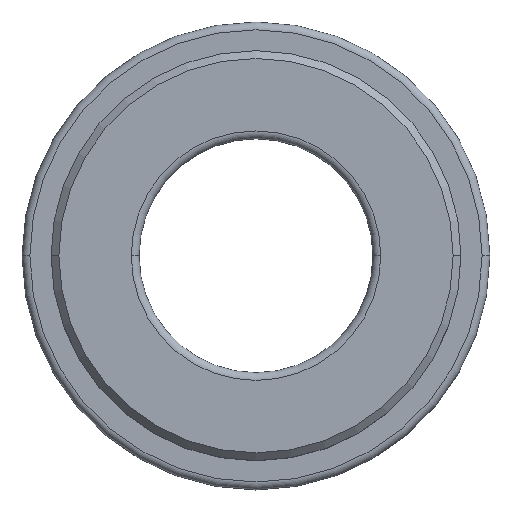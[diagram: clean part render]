
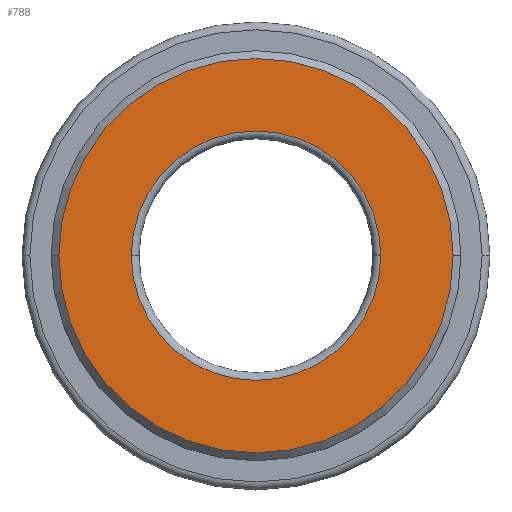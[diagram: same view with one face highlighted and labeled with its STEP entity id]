
A CAD part, top view. The second image highlights one B-rep face of the part: STEP entity #788.
In plain terms, the highlighted planar face has unit normal (0, 0, 1).
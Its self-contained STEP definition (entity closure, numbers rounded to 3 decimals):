
#1 = VERTEX_POINT ( 'NONE', #635 ) ;
#9 = FACE_OUTER_BOUND ( 'NONE', #494, .T. ) ;
#43 = DIRECTION ( 'NONE',  ( 0., 0., -1. ) ) ;
#48 = CARTESIAN_POINT ( 'NONE',  ( 0., 0., 8. ) ) ;
#89 = VERTEX_POINT ( 'NONE', #695 ) ;
#113 = CARTESIAN_POINT ( 'NONE',  ( 0., 0., 8. ) ) ;
#120 = DIRECTION ( 'NONE',  ( 0., 0., 1. ) ) ;
#125 = CARTESIAN_POINT ( 'NONE',  ( 0., 0., 8. ) ) ;
#194 = PLANE ( 'NONE',  #629 ) ;
#205 = EDGE_CURVE ( 'NONE', #669, #1, #299, .T. ) ;
#206 = CARTESIAN_POINT ( 'NONE',  ( 12.644, 0., 8. ) ) ;
#209 = CIRCLE ( 'NONE', #593, 12.644 ) ;
#211 = EDGE_CURVE ( 'NONE', #89, #260, #209, .T. ) ;
#246 = ORIENTED_EDGE ( 'NONE', *, *, #211, .T. ) ;
#251 = CARTESIAN_POINT ( 'NONE',  ( 0., 0., 8. ) ) ;
#260 = VERTEX_POINT ( 'NONE', #206 ) ;
#288 = AXIS2_PLACEMENT_3D ( 'NONE', #48, #718, #447 ) ;
#290 = ORIENTED_EDGE ( 'NONE', *, *, #819, .T. ) ;
#296 = AXIS2_PLACEMENT_3D ( 'NONE', #125, #649, #374 ) ;
#299 = CIRCLE ( 'NONE', #454, 8. ) ;
#374 = DIRECTION ( 'NONE',  ( 1., 0., 0. ) ) ;
#447 = DIRECTION ( 'NONE',  ( 1., 0., 0. ) ) ;
#454 = AXIS2_PLACEMENT_3D ( 'NONE', #789, #43, #520 ) ;
#494 = EDGE_LOOP ( 'NONE', ( #246, #290 ) ) ;
#510 = DIRECTION ( 'NONE',  ( 1., 0., 0. ) ) ;
#520 = DIRECTION ( 'NONE',  ( 1., 0., 0. ) ) ;
#580 = EDGE_LOOP ( 'NONE', ( #713, #816 ) ) ;
#593 = AXIS2_PLACEMENT_3D ( 'NONE', #113, #642, #510 ) ;
#627 = CARTESIAN_POINT ( 'NONE',  ( 8., 0., 8. ) ) ;
#628 = CIRCLE ( 'NONE', #296, 8. ) ;
#629 = AXIS2_PLACEMENT_3D ( 'NONE', #251, #120, #717 ) ;
#635 = CARTESIAN_POINT ( 'NONE',  ( -8., 0., 8. ) ) ;
#642 = DIRECTION ( 'NONE',  ( 0., 0., 1. ) ) ;
#646 = FACE_BOUND ( 'NONE', #580, .T. ) ;
#649 = DIRECTION ( 'NONE',  ( 0., 0., -1. ) ) ;
#658 = CIRCLE ( 'NONE', #288, 12.644 ) ;
#669 = VERTEX_POINT ( 'NONE', #627 ) ;
#695 = CARTESIAN_POINT ( 'NONE',  ( -12.644, 0., 8. ) ) ;
#713 = ORIENTED_EDGE ( 'NONE', *, *, #205, .T. ) ;
#717 = DIRECTION ( 'NONE',  ( 1., 0., 0. ) ) ;
#718 = DIRECTION ( 'NONE',  ( 0., 0., 1. ) ) ;
#788 = ADVANCED_FACE ( 'NONE', ( #9, #646 ), #194, .T. ) ;
#789 = CARTESIAN_POINT ( 'NONE',  ( 0., 0., 8. ) ) ;
#799 = EDGE_CURVE ( 'NONE', #1, #669, #628, .T. ) ;
#816 = ORIENTED_EDGE ( 'NONE', *, *, #799, .T. ) ;
#819 = EDGE_CURVE ( 'NONE', #260, #89, #658, .T. ) ;
